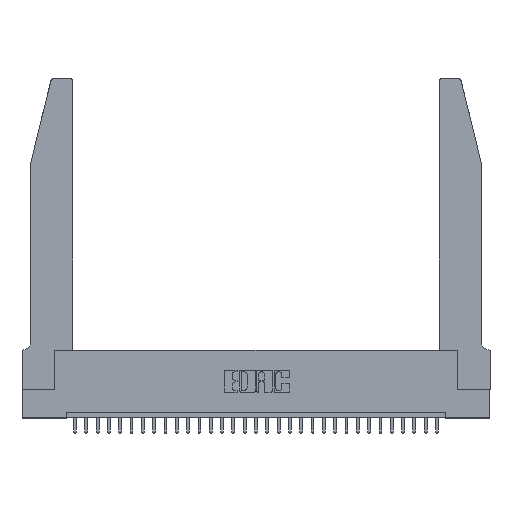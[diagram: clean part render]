
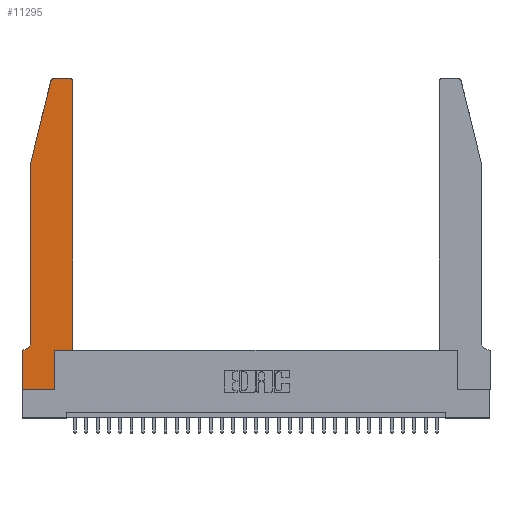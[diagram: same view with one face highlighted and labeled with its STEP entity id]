
A CAD part, top view. The second image highlights one B-rep face of the part: STEP entity #11295.
In plain terms, the highlighted planar face has unit normal (0, 0, 1).
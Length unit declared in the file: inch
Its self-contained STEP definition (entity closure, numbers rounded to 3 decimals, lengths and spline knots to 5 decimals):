
#606 = CARTESIAN_POINT ( 'NONE',  ( 0.0755, 2., 0.37 ) ) ;
#1224 = EDGE_CURVE ( 'NONE', #6956, #3735, #13203, .T. ) ;
#2452 = LINE ( 'NONE', #9296, #27047 ) ;
#2665 = EDGE_CURVE ( 'NONE', #8555, #20574, #29115, .T. ) ;
#3343 = ORIENTED_EDGE ( 'NONE', *, *, #6689, .T. ) ;
#3622 = ORIENTED_EDGE ( 'NONE', *, *, #20982, .T. ) ;
#3735 = VERTEX_POINT ( 'NONE', #14921 ) ;
#4129 = CIRCLE ( 'NONE', #8267, 0.03 ) ;
#5112 = VECTOR ( 'NONE', #22488, 39.37008 ) ;
#5154 = VERTEX_POINT ( 'NONE', #25300 ) ;
#5182 = AXIS2_PLACEMENT_3D ( 'NONE', #5206, #14767, #29439 ) ;
#5206 = CARTESIAN_POINT ( 'NONE',  ( 0., 0.35, 0.37 ) ) ;
#5573 = VERTEX_POINT ( 'NONE', #14468 ) ;
#5619 = PLANE ( 'NONE',  #5182 ) ;
#5779 = CARTESIAN_POINT ( 'NONE',  ( 0.2865, 0.35, 0.37 ) ) ;
#6178 = LINE ( 'NONE', #10424, #5112 ) ;
#6293 = ORIENTED_EDGE ( 'NONE', *, *, #14043, .T. ) ;
#6338 = CARTESIAN_POINT ( 'NONE',  ( 0.2605, 2.75, 0.37 ) ) ;
#6550 = DIRECTION ( 'NONE',  ( 0., 0., 1. ) ) ;
#6601 = LINE ( 'NONE', #15162, #8859 ) ;
#6646 = EDGE_CURVE ( 'NONE', #5154, #22263, #7506, .T. ) ;
#6689 = EDGE_CURVE ( 'NONE', #6774, #8555, #4129, .T. ) ;
#6774 = VERTEX_POINT ( 'NONE', #11235 ) ;
#6956 = VERTEX_POINT ( 'NONE', #18976 ) ;
#7145 = CARTESIAN_POINT ( 'NONE',  ( 0., 0., 0.37 ) ) ;
#7153 = FACE_OUTER_BOUND ( 'NONE', #7564, .T. ) ;
#7223 = ORIENTED_EDGE ( 'NONE', *, *, #7293, .T. ) ;
#7293 = EDGE_CURVE ( 'NONE', #14395, #9404, #30175, .T. ) ;
#7506 = LINE ( 'NONE', #5779, #29858 ) ;
#7564 = EDGE_LOOP ( 'NONE', ( #6293, #3343, #25425, #28124, #30723, #7996, #3622, #26799, #26758, #13336, #7223, #20605 ) ) ;
#7621 = CARTESIAN_POINT ( 'NONE',  ( 0.4205, 2.72, 0.37 ) ) ;
#7977 = CARTESIAN_POINT ( 'NONE',  ( 0., 0.35, 0.37 ) ) ;
#7996 = ORIENTED_EDGE ( 'NONE', *, *, #17667, .T. ) ;
#8267 = AXIS2_PLACEMENT_3D ( 'NONE', #20306, #29805, #27284 ) ;
#8544 = DIRECTION ( 'NONE',  ( -1., 0., 0. ) ) ;
#8546 = VERTEX_POINT ( 'NONE', #28190 ) ;
#8555 = VERTEX_POINT ( 'NONE', #23470 ) ;
#8859 = VECTOR ( 'NONE', #27426, 39.37008 ) ;
#9051 = EDGE_CURVE ( 'NONE', #20574, #6956, #6601, .T. ) ;
#9296 = CARTESIAN_POINT ( 'NONE',  ( 0.0755, 0.35, 0.37 ) ) ;
#9404 = VERTEX_POINT ( 'NONE', #21502 ) ;
#10424 = CARTESIAN_POINT ( 'NONE',  ( 0., 0., 0.37 ) ) ;
#11235 = CARTESIAN_POINT ( 'NONE',  ( 0.284, 2.75, 0.37 ) ) ;
#11295 = ADVANCED_FACE ( 'NONE', ( #7153 ), #5619, .T. ) ;
#11708 = DIRECTION ( 'NONE',  ( -0.239, -0.971, 0. ) ) ;
#13203 = CIRCLE ( 'NONE', #18333, 0.07 ) ;
#13336 = ORIENTED_EDGE ( 'NONE', *, *, #25400, .T. ) ;
#14043 = EDGE_CURVE ( 'NONE', #5573, #6774, #16671, .T. ) ;
#14079 = DIRECTION ( 'NONE',  ( -1., 0., 0. ) ) ;
#14345 = DIRECTION ( 'NONE',  ( 0., -1., 0. ) ) ;
#14395 = VERTEX_POINT ( 'NONE', #22997 ) ;
#14468 = CARTESIAN_POINT ( 'NONE',  ( 0.4205, 2.75, 0.37 ) ) ;
#14495 = EDGE_CURVE ( 'NONE', #9404, #5573, #21099, .T. ) ;
#14767 = DIRECTION ( 'NONE',  ( 0., 0., 1. ) ) ;
#14778 = CARTESIAN_POINT ( 'NONE',  ( 0.2865, 0.35, 0.37 ) ) ;
#14829 = DIRECTION ( 'NONE',  ( 1., 0., 0. ) ) ;
#14921 = CARTESIAN_POINT ( 'NONE',  ( 0.0055, 0.35, 0.37 ) ) ;
#15162 = CARTESIAN_POINT ( 'NONE',  ( 0.0755, 2., 0.37 ) ) ;
#15694 = LINE ( 'NONE', #7145, #21633 ) ;
#16437 = VECTOR ( 'NONE', #11708, 39.37008 ) ;
#16671 = LINE ( 'NONE', #6338, #28603 ) ;
#17007 = LINE ( 'NONE', #26682, #18482 ) ;
#17313 = EDGE_CURVE ( 'NONE', #8546, #5154, #6178, .T. ) ;
#17512 = VECTOR ( 'NONE', #30317, 39.37008 ) ;
#17667 = EDGE_CURVE ( 'NONE', #3735, #23187, #2452, .T. ) ;
#18333 = AXIS2_PLACEMENT_3D ( 'NONE', #19315, #26469, #21986 ) ;
#18482 = VECTOR ( 'NONE', #14829, 39.37008 ) ;
#18976 = CARTESIAN_POINT ( 'NONE',  ( 0.0755, 0.42, 0.37 ) ) ;
#19315 = CARTESIAN_POINT ( 'NONE',  ( 0.0055, 0.42, 0.37 ) ) ;
#19596 = AXIS2_PLACEMENT_3D ( 'NONE', #7621, #6550, #27075 ) ;
#20306 = CARTESIAN_POINT ( 'NONE',  ( 0.284, 2.72, 0.37 ) ) ;
#20574 = VERTEX_POINT ( 'NONE', #606 ) ;
#20605 = ORIENTED_EDGE ( 'NONE', *, *, #14495, .T. ) ;
#20982 = EDGE_CURVE ( 'NONE', #23187, #8546, #15694, .T. ) ;
#21099 = CIRCLE ( 'NONE', #19596, 0.03 ) ;
#21502 = CARTESIAN_POINT ( 'NONE',  ( 0.4505, 2.72, 0.37 ) ) ;
#21633 = VECTOR ( 'NONE', #14345, 39.37008 ) ;
#21986 = DIRECTION ( 'NONE',  ( -1., 0., 0. ) ) ;
#22263 = VERTEX_POINT ( 'NONE', #14778 ) ;
#22488 = DIRECTION ( 'NONE',  ( 1., 0., 0. ) ) ;
#22997 = CARTESIAN_POINT ( 'NONE',  ( 0.4505, 0.35, 0.37 ) ) ;
#23187 = VERTEX_POINT ( 'NONE', #7977 ) ;
#23470 = CARTESIAN_POINT ( 'NONE',  ( 0.25487, 2.72718, 0.37 ) ) ;
#23836 = CARTESIAN_POINT ( 'NONE',  ( 0.4505, 0.35, 0.37 ) ) ;
#24791 = DIRECTION ( 'NONE',  ( 0., 1., 0. ) ) ;
#25300 = CARTESIAN_POINT ( 'NONE',  ( 0.2865, 0., 0.37 ) ) ;
#25400 = EDGE_CURVE ( 'NONE', #22263, #14395, #17007, .T. ) ;
#25425 = ORIENTED_EDGE ( 'NONE', *, *, #2665, .T. ) ;
#26082 = CARTESIAN_POINT ( 'NONE',  ( 0.0755, 2., 0.37 ) ) ;
#26469 = DIRECTION ( 'NONE',  ( 0., 0., -1. ) ) ;
#26682 = CARTESIAN_POINT ( 'NONE',  ( 0.4505, 0.35, 0.37 ) ) ;
#26758 = ORIENTED_EDGE ( 'NONE', *, *, #6646, .T. ) ;
#26799 = ORIENTED_EDGE ( 'NONE', *, *, #17313, .T. ) ;
#27047 = VECTOR ( 'NONE', #14079, 39.37008 ) ;
#27075 = DIRECTION ( 'NONE',  ( 1., 0., 0. ) ) ;
#27284 = DIRECTION ( 'NONE',  ( 1., 0., 0. ) ) ;
#27426 = DIRECTION ( 'NONE',  ( 0., -1., 0. ) ) ;
#28124 = ORIENTED_EDGE ( 'NONE', *, *, #9051, .T. ) ;
#28190 = CARTESIAN_POINT ( 'NONE',  ( 0., 0., 0.37 ) ) ;
#28603 = VECTOR ( 'NONE', #8544, 39.37008 ) ;
#29115 = LINE ( 'NONE', #26082, #16437 ) ;
#29439 = DIRECTION ( 'NONE',  ( 1., 0., 0. ) ) ;
#29805 = DIRECTION ( 'NONE',  ( 0., 0., 1. ) ) ;
#29858 = VECTOR ( 'NONE', #24791, 39.37008 ) ;
#30175 = LINE ( 'NONE', #23836, #17512 ) ;
#30317 = DIRECTION ( 'NONE',  ( 0., 1., 0. ) ) ;
#30723 = ORIENTED_EDGE ( 'NONE', *, *, #1224, .T. ) ;
